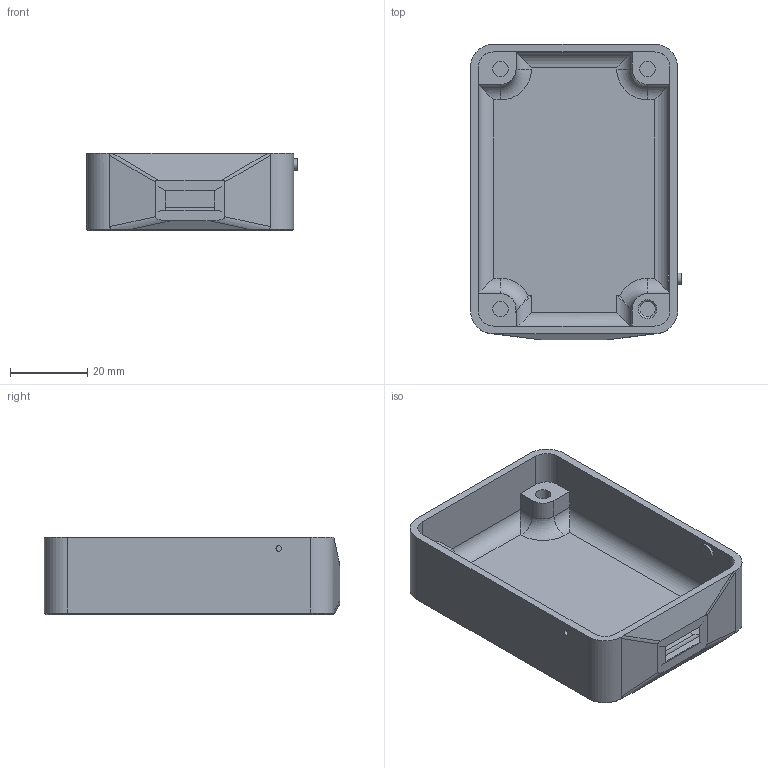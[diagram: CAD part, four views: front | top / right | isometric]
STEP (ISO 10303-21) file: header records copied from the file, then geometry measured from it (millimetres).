
FILE_DESCRIPTION(/* description */ (''),/* implementation_level */ '2;1');
FILE_NAME(/* name */ 'Pithy Screen Mount D.step',/* time_stamp */ '2021-02-01T21:07:33+00:00',/* author */ (''),/* organization */ (''),/* preprocessor_version */ 'ST-DEVELOPER v18.1',/* originating_system */ 'Autodesk Translation Framework v9.7.0.1280',/* authorisation */ '');
FILE_SCHEMA (('AUTOMOTIVE_DESIGN { 1 0 10303 214 3 1 1 }'));
Length unit declared in the file: millimetre
Products named in the file (2): Pithy Screen Base; Secret Switch
Assembly tree (1 placements, depth 2):
  Pithy Screen Base
    Secret Switch
Bounding box: 54.72 x 76.58 x 20 mm (x, y, z)
Volume: 19263.5 mm3; surface area: 17393.2 mm2
Topology: 2 solids, 2 shells, 105 faces, 254 edges, 159 vertices
Faces by surface type: plane 53, cylinder 39, cone 5, torus 4, bspline 4
Full cylindrical faces by diameter (mm): 1.4 x1, 2.9 x1, 3.2 x1, 4 x5, 4.4 x1
Entity records: 3252 total; most frequent: CARTESIAN_POINT 700, DIRECTION 521, ORIENTED_EDGE 508, EDGE_CURVE 254, AXIS2_PLACEMENT_3D 182, VERTEX_POINT 159, LINE 157, VECTOR 157
